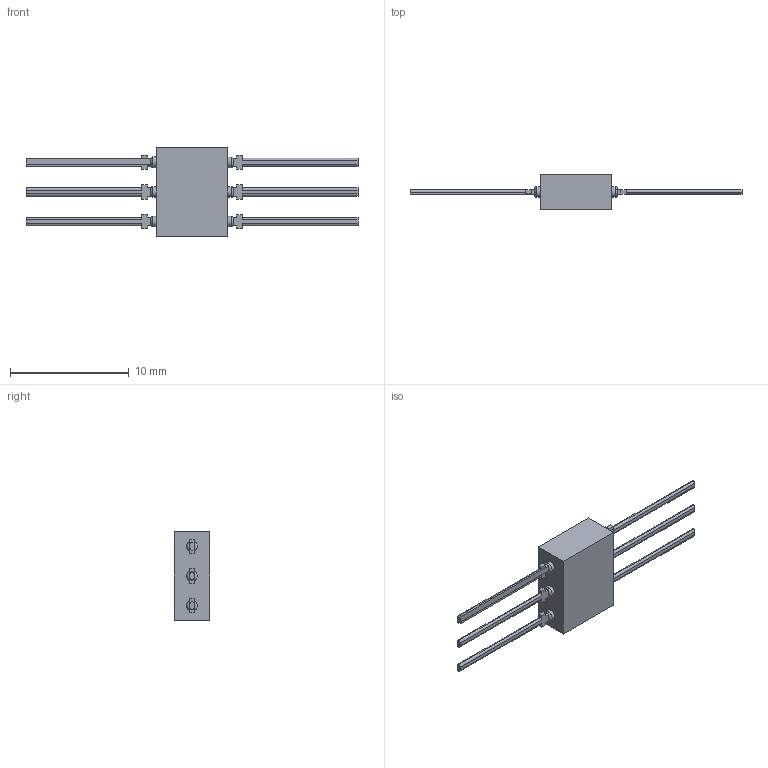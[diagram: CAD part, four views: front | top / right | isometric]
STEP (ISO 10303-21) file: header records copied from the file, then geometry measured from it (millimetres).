
FILE_DESCRIPTION(/* description */ (''),/* implementation_level */ '2;1');
FILE_NAME(/* name */ 'KC409.stp',/* time_stamp */ '2023-12-20T00:13:04+02:00',/* author */ ('user'),/* organization */ (''),/* preprocessor_version */ 'ST-DEVELOPER v19.2',/* originating_system */ 'Autodesk Inventor 2024',/* authorisation */ '');
FILE_SCHEMA (('AUTOMOTIVE_DESIGN { 1 0 10303 214 3 1 1 }'));
Length unit declared in the file: millimetre
Products named in the file (1): KC409
Bounding box: 28 x 3 x 7.5 mm (x, y, z)
Volume: 151 mm3; surface area: 297.7 mm2
Topology: 1 solids, 1 shells, 122 faces, 336 edges, 222 vertices
Faces by surface type: plane 87, cylinder 29, torus 6
Full cylindrical faces by diameter (mm): 0.9 x6
Entity records: 4020 total; most frequent: CARTESIAN_POINT 873, ORIENTED_EDGE 672, DIRECTION 617, EDGE_CURVE 336, VERTEX_POINT 222, LINE 217, VECTOR 217, AXIS2_PLACEMENT_3D 200
